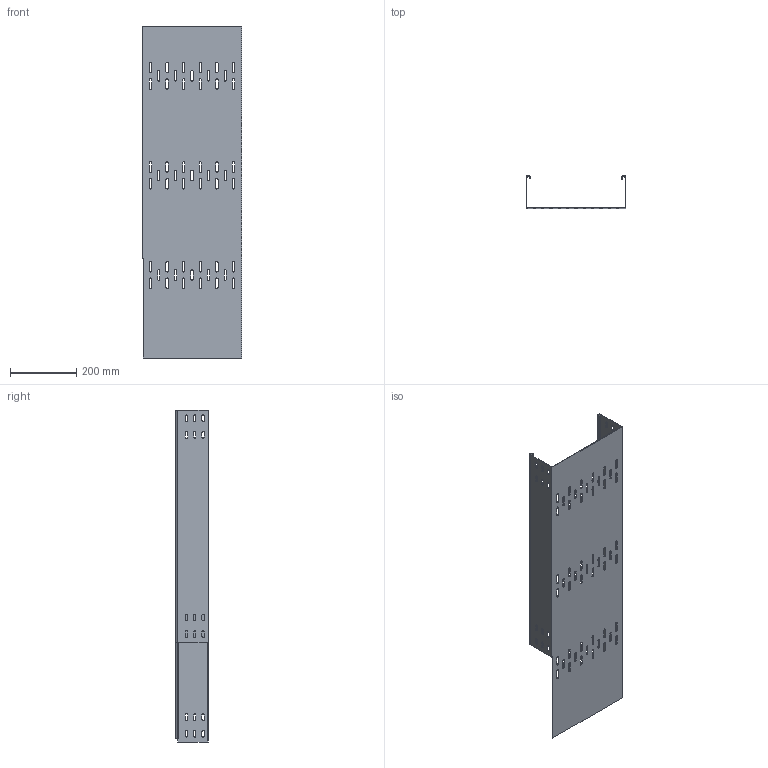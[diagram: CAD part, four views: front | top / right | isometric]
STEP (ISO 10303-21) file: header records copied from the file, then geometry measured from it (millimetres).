
FILE_DESCRIPTION (( 'STEP AP203' ), '1' );
FILE_NAME ('6061922.STEP', '2019-11-07T14:26:19', ( '' ), ( '' ), 'SwSTEP 2.0', 'SolidWorks 2018', '' );
FILE_SCHEMA (( 'CONFIG_CONTROL_DESIGN' ));
Length unit declared in the file: millimetre
Products named in the file (1): 6061922
Bounding box: 300 x 98 x 1000 mm (x, y, z)
Volume: 939142.2 mm3; surface area: 954858.6 mm2
Topology: 1 solids, 1 shells, 399 faces, 1175 edges, 778 vertices
Faces by surface type: cylinder 217, plane 182
Entity records: 13792 total; most frequent: DIRECTION 2409, CARTESIAN_POINT 2353, ORIENTED_EDGE 2350, EDGE_CURVE 1175, AXIS2_PLACEMENT_3D 834, VERTEX_POINT 778, VECTOR 741, LINE 741
